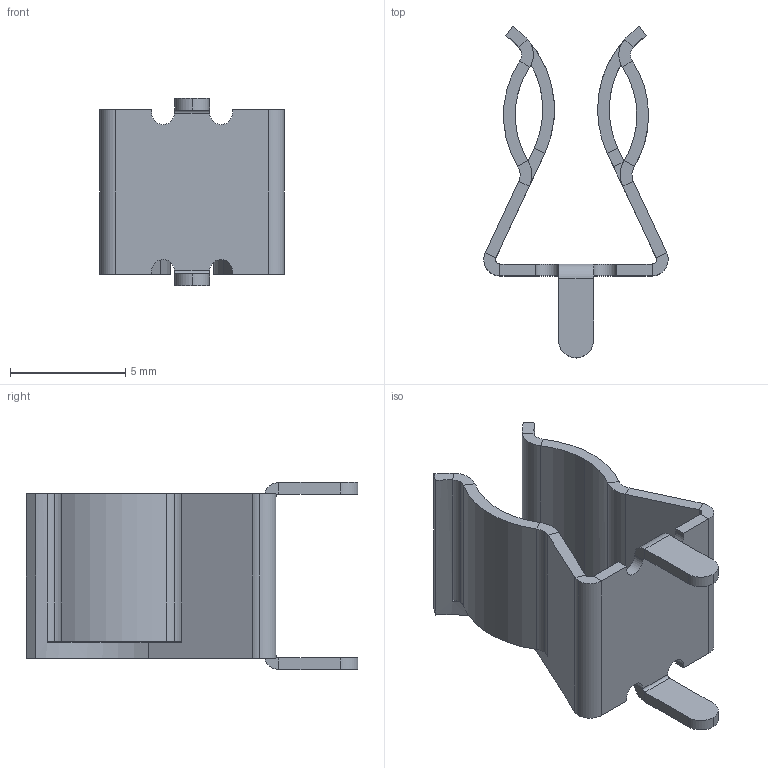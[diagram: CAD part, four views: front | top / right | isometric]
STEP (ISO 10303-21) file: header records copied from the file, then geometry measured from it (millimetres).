
FILE_DESCRIPTION (( 'STEP AP214' ), '1' );
FILE_NAME ('BK-6003.STEP', '2020-01-31T04:17:58', ( '' ), ( '' ), 'SwSTEP 2.0', 'SolidWorks 2017', '' );
FILE_SCHEMA (( 'AUTOMOTIVE_DESIGN' ));
Length unit declared in the file: millimetre
Products named in the file (1): BK-6003
Bounding box: 8.01 x 14.41 x 8.13 mm (x, y, z)
Volume: 112.7 mm3; surface area: 504.1 mm2
Topology: 1 solids, 1 shells, 107 faces, 255 edges, 146 vertices
Faces by surface type: plane 65, cylinder 42
Entity records: 3065 total; most frequent: DIRECTION 561, ORIENTED_EDGE 510, CARTESIAN_POINT 509, EDGE_CURVE 255, AXIS2_PLACEMENT_3D 198, LINE 165, VECTOR 165, VERTEX_POINT 146
